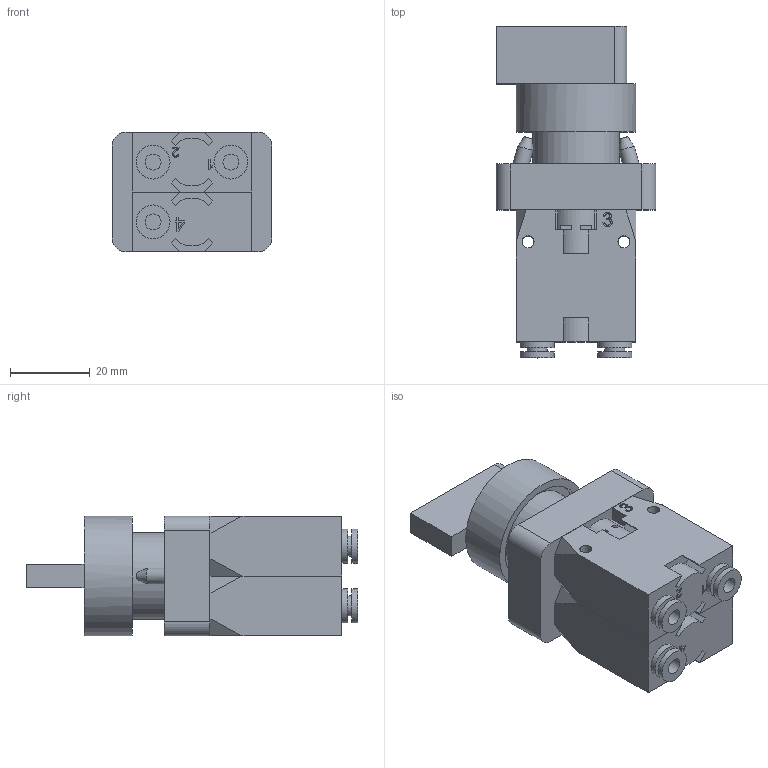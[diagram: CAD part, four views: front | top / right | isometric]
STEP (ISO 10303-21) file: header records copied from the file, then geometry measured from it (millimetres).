
FILE_DESCRIPTION( ( 'STEP AP214' ), '1' );
FILE_NAME( '104.53.33.6.27.0.P.stp', '2020-12-11T16:59:04', ( 'License CC BY-ND 4.0' ), ( 'CADENAS' ), ' ', 'PARTsolutions', ' ' );
FILE_SCHEMA( ( 'AUTOMOTIVE_DESIGN { 1 0 10303 214 1 1 1 1 }' ) );
Length unit declared in the file: millimetre
Products named in the file (5): 104.53.33.6.27.0.P; _104.00; _104.32.0.1.P.A; _5_2 P; _104.6.27.0
Assembly tree (4 placements, depth 2):
  104.53.33.6.27.0.P
    _104.00
    _104.32.0.1.P.A
    _5_2 P
    _104.6.27.0
Bounding box: 40 x 83 x 30 mm (x, y, z)
Volume: 47710.7 mm3; surface area: 22219.2 mm2
Topology: 4 solids, 4 shells, 377 faces, 988 edges, 647 vertices
Faces by surface type: plane 263, cylinder 109, cone 3, sphere 2
Full cylindrical faces by diameter (mm): 2.45 x8, 3 x4, 3.25 x4, 3.5 x2, 4 x5, 5 x3, 8.5 x6, 18 x1, 20 x1, 21.7 x1, 22.5 x1, 25.5 x1, 26 x1, 26.5 x1, 30 x1
Entity records: 14654 total; most frequent: CARTESIAN_POINT 2321, DIRECTION 1914, ORIENTED_EDGE 1836, EDGE_CURVE 918, LINE 644, VECTOR 644, AXIS2_PLACEMENT_3D 635, VERTEX_POINT 628
